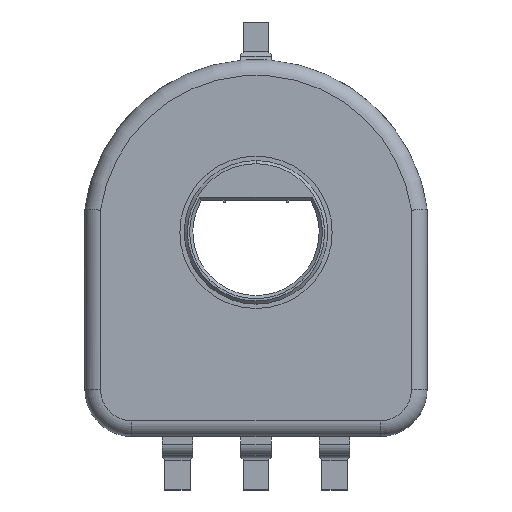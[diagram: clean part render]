
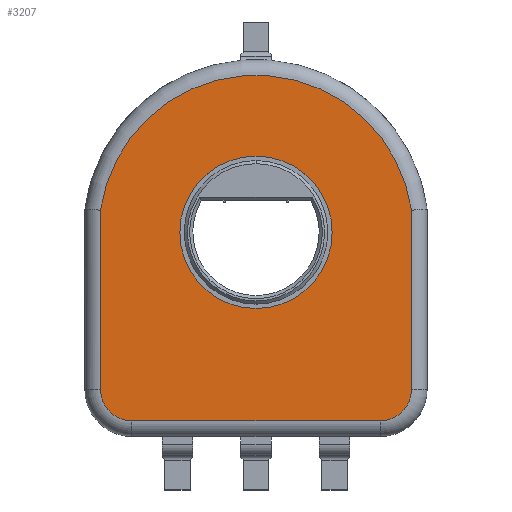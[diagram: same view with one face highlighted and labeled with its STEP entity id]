
A CAD part, top view. The second image highlights one B-rep face of the part: STEP entity #3207.
In plain terms, the highlighted face is planar.
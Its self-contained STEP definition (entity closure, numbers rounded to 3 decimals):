
#77 = DIRECTION ( 'NONE',  ( 1., 0., 0. ) ) ;
#118 = DIRECTION ( 'NONE',  ( -1., 0., 0. ) ) ;
#191 = CARTESIAN_POINT ( 'NONE',  ( 3.95, -6., -2.18 ) ) ;
#514 = EDGE_LOOP ( 'NONE', ( #6092, #1236 ) ) ;
#527 = EDGE_CURVE ( 'NONE', #5382, #2314, #1383, .T. ) ;
#850 = FACE_OUTER_BOUND ( 'NONE', #7579, .T. ) ;
#1034 = ORIENTED_EDGE ( 'NONE', *, *, #5566, .T. ) ;
#1126 = CIRCLE ( 'NONE', #2574, 1. ) ;
#1236 = ORIENTED_EDGE ( 'NONE', *, *, #5021, .T. ) ;
#1383 = LINE ( 'NONE', #3396, #6494 ) ;
#1410 = CARTESIAN_POINT ( 'NONE',  ( -2.425, 0., -2.18 ) ) ;
#1461 = CARTESIAN_POINT ( 'NONE',  ( 0., 0., -2.18 ) ) ;
#1495 = CARTESIAN_POINT ( 'NONE',  ( 3.95, -5., -2.18 ) ) ;
#1645 = DIRECTION ( 'NONE',  ( 0., 0., 1. ) ) ;
#1748 = VERTEX_POINT ( 'NONE', #2276 ) ;
#1875 = ORIENTED_EDGE ( 'NONE', *, *, #527, .T. ) ;
#1937 = EDGE_CURVE ( 'NONE', #6369, #2631, #5771, .T. ) ;
#2099 = CARTESIAN_POINT ( 'NONE',  ( 0., 0., -2.18 ) ) ;
#2163 = DIRECTION ( 'NONE',  ( 1., 0., 0. ) ) ;
#2276 = CARTESIAN_POINT ( 'NONE',  ( -3.95, -6., -2.18 ) ) ;
#2314 = VERTEX_POINT ( 'NONE', #6546 ) ;
#2397 = VERTEX_POINT ( 'NONE', #3509 ) ;
#2574 = AXIS2_PLACEMENT_3D ( 'NONE', #7166, #3154, #7837 ) ;
#2631 = VERTEX_POINT ( 'NONE', #1410 ) ;
#2765 = DIRECTION ( 'NONE',  ( 1., 0., 0. ) ) ;
#2982 = CARTESIAN_POINT ( 'NONE',  ( 0., 0., -2.18 ) ) ;
#3154 = DIRECTION ( 'NONE',  ( 0., 0., -1. ) ) ;
#3207 = ADVANCED_FACE ( 'NONE', ( #7733, #850 ), #4883, .F. ) ;
#3396 = CARTESIAN_POINT ( 'NONE',  ( -4.95, -5., -2.18 ) ) ;
#3441 = CARTESIAN_POINT ( 'NONE',  ( -3.95, -6., -2.18 ) ) ;
#3496 = EDGE_CURVE ( 'NONE', #2397, #4082, #3538, .T. ) ;
#3507 = CARTESIAN_POINT ( 'NONE',  ( 2.425, 0., -2.18 ) ) ;
#3509 = CARTESIAN_POINT ( 'NONE',  ( 4.95, 0.705, -2.18 ) ) ;
#3538 = LINE ( 'NONE', #6081, #8600 ) ;
#3553 = DIRECTION ( 'NONE',  ( 1., 0., 0. ) ) ;
#3593 = CARTESIAN_POINT ( 'NONE',  ( 4.95, -5., -2.18 ) ) ;
#3663 = DIRECTION ( 'NONE',  ( 1., 0., 0. ) ) ;
#3678 = VECTOR ( 'NONE', #118, 1000. ) ;
#3832 = CIRCLE ( 'NONE', #4980, 5. ) ;
#3879 = LINE ( 'NONE', #3441, #3678 ) ;
#4082 = VERTEX_POINT ( 'NONE', #3593 ) ;
#4794 = AXIS2_PLACEMENT_3D ( 'NONE', #7556, #7463, #3553 ) ;
#4883 = PLANE ( 'NONE',  #4794 ) ;
#4980 = AXIS2_PLACEMENT_3D ( 'NONE', #2099, #6776, #2765 ) ;
#4998 = CIRCLE ( 'NONE', #7653, 1. ) ;
#5021 = EDGE_CURVE ( 'NONE', #2631, #6369, #6948, .T. ) ;
#5338 = ORIENTED_EDGE ( 'NONE', *, *, #6185, .T. ) ;
#5382 = VERTEX_POINT ( 'NONE', #8430 ) ;
#5469 = ORIENTED_EDGE ( 'NONE', *, *, #3496, .T. ) ;
#5566 = EDGE_CURVE ( 'NONE', #7344, #1748, #3879, .T. ) ;
#5585 = AXIS2_PLACEMENT_3D ( 'NONE', #2982, #7666, #3663 ) ;
#5771 = CIRCLE ( 'NONE', #8482, 2.425 ) ;
#6081 = CARTESIAN_POINT ( 'NONE',  ( 4.95, -5., -2.18 ) ) ;
#6092 = ORIENTED_EDGE ( 'NONE', *, *, #1937, .T. ) ;
#6154 = DIRECTION ( 'NONE',  ( 0., 0., -1. ) ) ;
#6185 = EDGE_CURVE ( 'NONE', #1748, #5382, #1126, .T. ) ;
#6369 = VERTEX_POINT ( 'NONE', #3507 ) ;
#6404 = ORIENTED_EDGE ( 'NONE', *, *, #8137, .T. ) ;
#6494 = VECTOR ( 'NONE', #8034, 1000. ) ;
#6546 = CARTESIAN_POINT ( 'NONE',  ( -4.95, 0.705, -2.18 ) ) ;
#6776 = DIRECTION ( 'NONE',  ( 0., 0., -1. ) ) ;
#6948 = CIRCLE ( 'NONE', #5585, 2.425 ) ;
#7166 = CARTESIAN_POINT ( 'NONE',  ( -3.95, -5., -2.18 ) ) ;
#7184 = ORIENTED_EDGE ( 'NONE', *, *, #8195, .T. ) ;
#7344 = VERTEX_POINT ( 'NONE', #191 ) ;
#7423 = DIRECTION ( 'NONE',  ( 0., -1., 0. ) ) ;
#7463 = DIRECTION ( 'NONE',  ( 0., 0., 1. ) ) ;
#7556 = CARTESIAN_POINT ( 'NONE',  ( -3.95, -5., -2.18 ) ) ;
#7579 = EDGE_LOOP ( 'NONE', ( #1034, #5338, #1875, #6404, #5469, #7184 ) ) ;
#7653 = AXIS2_PLACEMENT_3D ( 'NONE', #1495, #6154, #2163 ) ;
#7666 = DIRECTION ( 'NONE',  ( 0., 0., 1. ) ) ;
#7733 = FACE_BOUND ( 'NONE', #514, .T. ) ;
#7837 = DIRECTION ( 'NONE',  ( 1., 0., 0. ) ) ;
#8034 = DIRECTION ( 'NONE',  ( 0., 1., 0. ) ) ;
#8137 = EDGE_CURVE ( 'NONE', #2314, #2397, #3832, .T. ) ;
#8195 = EDGE_CURVE ( 'NONE', #4082, #7344, #4998, .T. ) ;
#8430 = CARTESIAN_POINT ( 'NONE',  ( -4.95, -5., -2.18 ) ) ;
#8482 = AXIS2_PLACEMENT_3D ( 'NONE', #1461, #1645, #77 ) ;
#8600 = VECTOR ( 'NONE', #7423, 1000. ) ;
